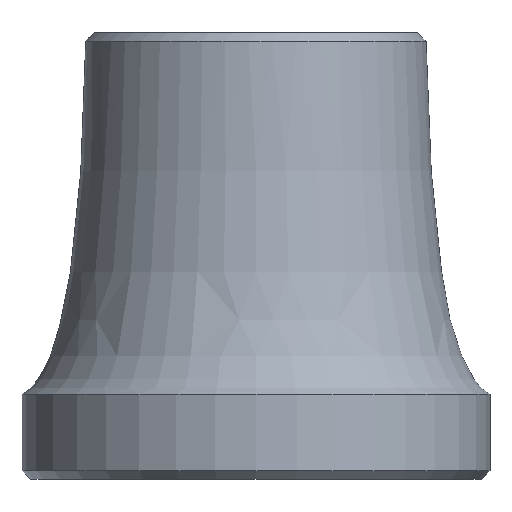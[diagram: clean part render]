
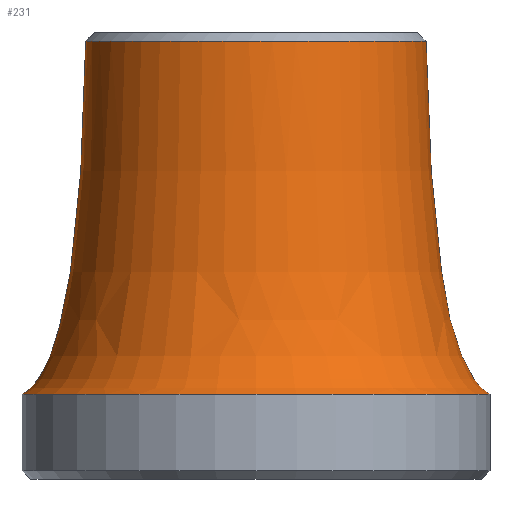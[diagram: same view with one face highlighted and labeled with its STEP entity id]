
A CAD part, front view. The second image highlights one B-rep face of the part: STEP entity #231.
In plain terms, the highlighted face is a revolution surface.
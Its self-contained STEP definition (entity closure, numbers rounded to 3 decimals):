
#76 = B_SPLINE_SURFACE_WITH_KNOTS('',1,10,(
    (#77,#78,#79,#80,#81,#82,#83,#84,#85,#86,#87,#88,#89,#90,#91,#92,#93
      ,#94,#95,#96)
    ,(#97,#98,#99,#100,#101,#102,#103,#104,#105,#106,#107,#108,#109,#110
      ,#111,#112,#113,#114,#115,#116
    )),.UNSPECIFIED.,.F.,.T.,.F.,(2,2),(11,9,11),(0.,50.265),(
    0.,25.133,50.265),.UNSPECIFIED.);
#77 = CARTESIAN_POINT('',(-7.6,0.,21.));
#78 = CARTESIAN_POINT('',(-7.6,-2.353,21.));
#79 = CARTESIAN_POINT('',(-6.79,-4.742,
    21.));
#80 = CARTESIAN_POINT('',(-5.131,-6.831,
    21.));
#81 = CARTESIAN_POINT('',(-2.751,-8.254,
    21.));
#82 = CARTESIAN_POINT('',(0.002,-8.739,
    21.));
#83 = CARTESIAN_POINT('',(2.745,-8.243,21.
    ));
#84 = CARTESIAN_POINT('',(5.1,-6.835,21.
    ));
#85 = CARTESIAN_POINT('',(6.766,-4.775,21.)
  );
#86 = CARTESIAN_POINT('',(7.6,-2.388,21.));
#87 = CARTESIAN_POINT('',(7.6,2.388,21.));
#88 = CARTESIAN_POINT('',(6.766,4.775,21.)
  );
#89 = CARTESIAN_POINT('',(5.1,6.835,21.)
  );
#90 = CARTESIAN_POINT('',(2.745,8.243,21.)
  );
#91 = CARTESIAN_POINT('',(0.002,8.739,
    21.));
#92 = CARTESIAN_POINT('',(-2.751,8.254,21.
    ));
#93 = CARTESIAN_POINT('',(-5.131,6.831,21.)
  );
#94 = CARTESIAN_POINT('',(-6.79,4.742,21.
    ));
#95 = CARTESIAN_POINT('',(-7.6,2.353,21.));
#96 = CARTESIAN_POINT('',(-7.6,0.,21.));
#97 = CARTESIAN_POINT('',(-8.006,0.,
    20.6));
#98 = CARTESIAN_POINT('',(-8.006,-2.479,
    20.6));
#99 = CARTESIAN_POINT('',(-7.153,-4.995,20.6
    ));
#100 = CARTESIAN_POINT('',(-5.405,-7.196,
    20.6));
#101 = CARTESIAN_POINT('',(-2.898,-8.695,
    20.6));
#102 = CARTESIAN_POINT('',(0.002,-9.206,
    20.6));
#103 = CARTESIAN_POINT('',(2.892,-8.683,
    20.6));
#104 = CARTESIAN_POINT('',(5.372,-7.2,
    20.6));
#105 = CARTESIAN_POINT('',(7.128,-5.03,20.6
    ));
#106 = CARTESIAN_POINT('',(8.006,-2.515,
    20.6));
#107 = CARTESIAN_POINT('',(8.006,2.515,20.6
    ));
#108 = CARTESIAN_POINT('',(7.128,5.03,20.6)
  );
#109 = CARTESIAN_POINT('',(5.372,7.2,20.6
    ));
#110 = CARTESIAN_POINT('',(2.892,8.683,20.6)
  );
#111 = CARTESIAN_POINT('',(0.002,9.206,
    20.6));
#112 = CARTESIAN_POINT('',(-2.898,8.695,
    20.6));
#113 = CARTESIAN_POINT('',(-5.405,7.196,
    20.6));
#114 = CARTESIAN_POINT('',(-7.153,4.995,20.6
    ));
#115 = CARTESIAN_POINT('',(-8.006,2.479,
    20.6));
#116 = CARTESIAN_POINT('',(-8.006,0.,
    20.6));
#128 = VERTEX_POINT('',#129);
#129 = CARTESIAN_POINT('',(-8.006,0.,
    20.6));
#149 = EDGE_CURVE('',#128,#128,#150,.T.);
#150 = SURFACE_CURVE('',#151,(#172,#179),.PCURVE_S1.);
#151 = B_SPLINE_CURVE_WITH_KNOTS('',10,(#152,#153,#154,#155,#156,#157,
    #158,#159,#160,#161,#162,#163,#164,#165,#166,#167,#168,#169,#170,
    #171),.UNSPECIFIED.,.T.,.F.,(11,9,11),(0.,
    25.133,50.265),.UNSPECIFIED.);
#152 = CARTESIAN_POINT('',(-8.006,0.,
    20.6));
#153 = CARTESIAN_POINT('',(-8.006,-2.479,
    20.6));
#154 = CARTESIAN_POINT('',(-7.153,-4.995,
    20.6));
#155 = CARTESIAN_POINT('',(-5.405,-7.196,
    20.6));
#156 = CARTESIAN_POINT('',(-2.898,-8.695,
    20.6));
#157 = CARTESIAN_POINT('',(0.002,-9.206,
    20.6));
#158 = CARTESIAN_POINT('',(2.892,-8.683,
    20.6));
#159 = CARTESIAN_POINT('',(5.372,-7.2,
    20.6));
#160 = CARTESIAN_POINT('',(7.128,-5.03,20.6
    ));
#161 = CARTESIAN_POINT('',(8.006,-2.515,
    20.6));
#162 = CARTESIAN_POINT('',(8.006,2.515,20.6
    ));
#163 = CARTESIAN_POINT('',(7.128,5.03,20.6)
  );
#164 = CARTESIAN_POINT('',(5.372,7.2,20.6
    ));
#165 = CARTESIAN_POINT('',(2.892,8.683,20.6)
  );
#166 = CARTESIAN_POINT('',(0.002,9.206,
    20.6));
#167 = CARTESIAN_POINT('',(-2.898,8.695,
    20.6));
#168 = CARTESIAN_POINT('',(-5.405,7.196,
    20.6));
#169 = CARTESIAN_POINT('',(-7.153,4.995,20.6
    ));
#170 = CARTESIAN_POINT('',(-8.006,2.479,
    20.6));
#171 = CARTESIAN_POINT('',(-8.006,0.,
    20.6));
#172 = PCURVE('',#76,#173);
#173 = DEFINITIONAL_REPRESENTATION('',(#174),#178);
#174 = LINE('',#175,#176);
#175 = CARTESIAN_POINT('',(50.265,0.));
#176 = VECTOR('',#177,1.);
#177 = DIRECTION('',(0.,1.));
#178 = ( GEOMETRIC_REPRESENTATION_CONTEXT(2) 
PARAMETRIC_REPRESENTATION_CONTEXT() REPRESENTATION_CONTEXT('2D SPACE',''
  ) );
#179 = PCURVE('',#180,#188);
#180 = SURFACE_OF_REVOLUTION('',#181,#185);
#181 = B_SPLINE_CURVE_WITH_KNOTS('',2,(#182,#183,#184),.UNSPECIFIED.,.F.
  ,.F.,(3,3),(0.,1.),.PIECEWISE_BEZIER_KNOTS.);
#182 = CARTESIAN_POINT('',(-11.,0.,4.));
#183 = CARTESIAN_POINT('',(-8.21,0.,5.4));
#184 = CARTESIAN_POINT('',(-8.,0.,21.));
#185 = AXIS1_PLACEMENT('',#186,#187);
#186 = CARTESIAN_POINT('',(0.,0.,0.));
#187 = DIRECTION('',(0.,0.,1.));
#188 = DEFINITIONAL_REPRESENTATION('',(#189),#228);
#189 = B_SPLINE_CURVE_WITH_KNOTS('',10,(#190,#191,#192,#193,#194,#195,
    #196,#197,#198,#199,#200,#201,#202,#203,#204,#205,#206,#207,#208,
    #209,#210,#211,#212,#213,#214,#215,#216,#217,#218,#219,#220,#221,
    #222,#223,#224,#225,#226,#227),.UNSPECIFIED.,.F.,.F.,(11,9,9,9,11),(
    0.,12.566,25.133,37.699,
    50.265),.UNSPECIFIED.);
#190 = CARTESIAN_POINT('',(0.,0.987));
#191 = CARTESIAN_POINT('',(0.155,0.987));
#192 = CARTESIAN_POINT('',(0.311,0.987));
#193 = CARTESIAN_POINT('',(0.468,0.987));
#194 = CARTESIAN_POINT('',(0.625,0.987));
#195 = CARTESIAN_POINT('',(0.782,0.987));
#196 = CARTESIAN_POINT('',(0.94,0.987));
#197 = CARTESIAN_POINT('',(1.098,0.987));
#198 = CARTESIAN_POINT('',(1.255,0.987));
#199 = CARTESIAN_POINT('',(1.413,0.987));
#200 = CARTESIAN_POINT('',(1.727,0.987));
#201 = CARTESIAN_POINT('',(1.885,0.987));
#202 = CARTESIAN_POINT('',(2.042,0.987));
#203 = CARTESIAN_POINT('',(2.199,0.987));
#204 = CARTESIAN_POINT('',(2.356,0.987));
#205 = CARTESIAN_POINT('',(2.513,0.987));
#206 = CARTESIAN_POINT('',(2.67,0.987));
#207 = CARTESIAN_POINT('',(2.827,0.987));
#208 = CARTESIAN_POINT('',(2.985,0.987));
#209 = CARTESIAN_POINT('',(3.299,0.987));
#210 = CARTESIAN_POINT('',(3.456,0.987));
#211 = CARTESIAN_POINT('',(3.613,0.987));
#212 = CARTESIAN_POINT('',(3.77,0.987));
#213 = CARTESIAN_POINT('',(3.927,0.987));
#214 = CARTESIAN_POINT('',(4.084,0.987));
#215 = CARTESIAN_POINT('',(4.241,0.987));
#216 = CARTESIAN_POINT('',(4.398,0.987));
#217 = CARTESIAN_POINT('',(4.556,0.987));
#218 = CARTESIAN_POINT('',(4.87,0.987));
#219 = CARTESIAN_POINT('',(5.028,0.987));
#220 = CARTESIAN_POINT('',(5.186,0.987));
#221 = CARTESIAN_POINT('',(5.343,0.987));
#222 = CARTESIAN_POINT('',(5.501,0.987));
#223 = CARTESIAN_POINT('',(5.658,0.987));
#224 = CARTESIAN_POINT('',(5.816,0.987));
#225 = CARTESIAN_POINT('',(5.972,0.987));
#226 = CARTESIAN_POINT('',(6.128,0.987));
#227 = CARTESIAN_POINT('',(6.283,0.987));
#228 = ( GEOMETRIC_REPRESENTATION_CONTEXT(2) 
PARAMETRIC_REPRESENTATION_CONTEXT() REPRESENTATION_CONTEXT('2D SPACE',''
  ) );
#231 = ADVANCED_FACE('',(#232),#180,.T.);
#232 = FACE_BOUND('',#233,.T.);
#233 = EDGE_LOOP('',(#234,#257,#284,#285));
#234 = ORIENTED_EDGE('',*,*,#235,.F.);
#235 = EDGE_CURVE('',#236,#128,#238,.T.);
#236 = VERTEX_POINT('',#237);
#237 = CARTESIAN_POINT('',(-11.,0.,4.));
#238 = SEAM_CURVE('',#239,(#243,#250),.PCURVE_S1.);
#239 = B_SPLINE_CURVE_WITH_KNOTS('',2,(#240,#241,#242),.UNSPECIFIED.,.F.
  ,.F.,(3,3),(0.,1.),.PIECEWISE_BEZIER_KNOTS.);
#240 = CARTESIAN_POINT('',(-11.,0.,4.));
#241 = CARTESIAN_POINT('',(-8.21,0.,5.4));
#242 = CARTESIAN_POINT('',(-8.,0.,21.));
#243 = PCURVE('',#180,#244);
#244 = DEFINITIONAL_REPRESENTATION('',(#245),#249);
#245 = LINE('',#246,#247);
#246 = CARTESIAN_POINT('',(0.,0.));
#247 = VECTOR('',#248,1.);
#248 = DIRECTION('',(0.,1.));
#249 = ( GEOMETRIC_REPRESENTATION_CONTEXT(2) 
PARAMETRIC_REPRESENTATION_CONTEXT() REPRESENTATION_CONTEXT('2D SPACE',''
  ) );
#250 = PCURVE('',#180,#251);
#251 = DEFINITIONAL_REPRESENTATION('',(#252),#256);
#252 = LINE('',#253,#254);
#253 = CARTESIAN_POINT('',(6.283,0.));
#254 = VECTOR('',#255,1.);
#255 = DIRECTION('',(0.,1.));
#256 = ( GEOMETRIC_REPRESENTATION_CONTEXT(2) 
PARAMETRIC_REPRESENTATION_CONTEXT() REPRESENTATION_CONTEXT('2D SPACE',''
  ) );
#257 = ORIENTED_EDGE('',*,*,#258,.T.);
#258 = EDGE_CURVE('',#236,#236,#259,.T.);
#259 = SURFACE_CURVE('',#260,(#265,#272),.PCURVE_S1.);
#260 = CIRCLE('',#261,11.);
#261 = AXIS2_PLACEMENT_3D('',#262,#263,#264);
#262 = CARTESIAN_POINT('',(0.,0.,4.));
#263 = DIRECTION('',(0.,0.,1.));
#264 = DIRECTION('',(-1.,0.,0.));
#265 = PCURVE('',#180,#266);
#266 = DEFINITIONAL_REPRESENTATION('',(#267),#271);
#267 = LINE('',#268,#269);
#268 = CARTESIAN_POINT('',(0.,0.));
#269 = VECTOR('',#270,1.);
#270 = DIRECTION('',(1.,0.));
#271 = ( GEOMETRIC_REPRESENTATION_CONTEXT(2) 
PARAMETRIC_REPRESENTATION_CONTEXT() REPRESENTATION_CONTEXT('2D SPACE',''
  ) );
#272 = PCURVE('',#273,#278);
#273 = CYLINDRICAL_SURFACE('',#274,11.);
#274 = AXIS2_PLACEMENT_3D('',#275,#276,#277);
#275 = CARTESIAN_POINT('',(0.,0.,0.));
#276 = DIRECTION('',(0.,0.,1.));
#277 = DIRECTION('',(-1.,0.,0.));
#278 = DEFINITIONAL_REPRESENTATION('',(#279),#283);
#279 = LINE('',#280,#281);
#280 = CARTESIAN_POINT('',(0.,4.));
#281 = VECTOR('',#282,1.);
#282 = DIRECTION('',(1.,0.));
#283 = ( GEOMETRIC_REPRESENTATION_CONTEXT(2) 
PARAMETRIC_REPRESENTATION_CONTEXT() REPRESENTATION_CONTEXT('2D SPACE',''
  ) );
#284 = ORIENTED_EDGE('',*,*,#235,.T.);
#285 = ORIENTED_EDGE('',*,*,#149,.F.);
